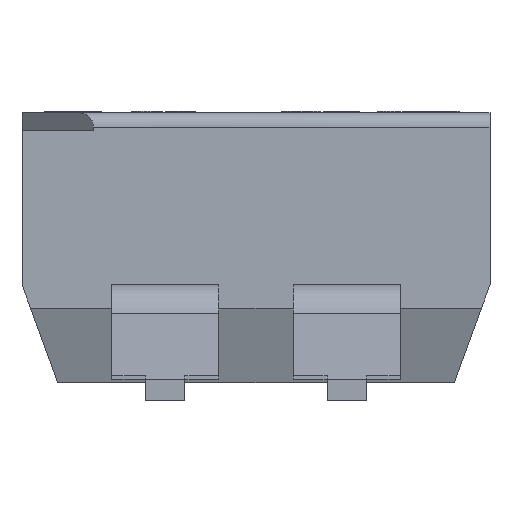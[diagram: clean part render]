
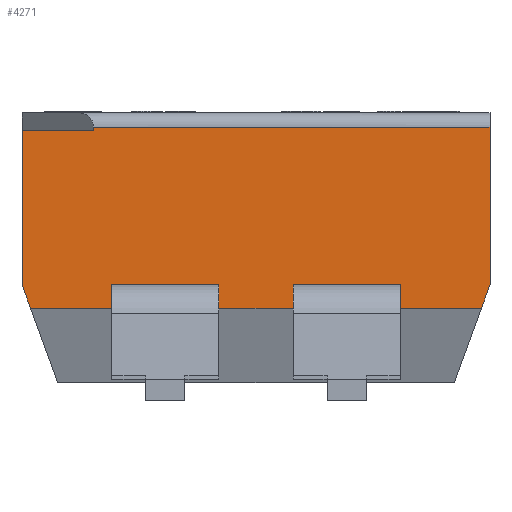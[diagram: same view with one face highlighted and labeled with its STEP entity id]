
A CAD part, left-side view. The second image highlights one B-rep face of the part: STEP entity #4271.
In plain terms, the highlighted planar face has unit normal (-1, 0, 0).
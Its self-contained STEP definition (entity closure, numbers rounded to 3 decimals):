
#2807 = EDGE_CURVE('',#2808,#2810,#2812,.T.);
#2808 = VERTEX_POINT('',#2809);
#2809 = CARTESIAN_POINT('',(-3.37,-2.02,1.32));
#2810 = VERTEX_POINT('',#2811);
#2811 = CARTESIAN_POINT('',(-3.37,-0.52,1.32));
#2812 = LINE('',#2813,#2814);
#2813 = CARTESIAN_POINT('',(-3.37,-3.275,1.32));
#2814 = VECTOR('',#2815,1.);
#2815 = DIRECTION('',(-0.,1.,0.));
#2840 = VERTEX_POINT('',#2841);
#2841 = CARTESIAN_POINT('',(-3.37,-2.02,1.62));
#2847 = EDGE_CURVE('',#2840,#2848,#2850,.T.);
#2848 = VERTEX_POINT('',#2849);
#2849 = CARTESIAN_POINT('',(-3.37,-0.52,1.62));
#2850 = LINE('',#2851,#2852);
#2851 = CARTESIAN_POINT('',(-3.37,-3.275,1.62));
#2852 = VECTOR('',#2853,1.);
#2853 = DIRECTION('',(-0.,1.,0.));
#3603 = VERTEX_POINT('',#3604);
#3604 = CARTESIAN_POINT('',(-3.37,2.02,1.32));
#3610 = EDGE_CURVE('',#3611,#3603,#3613,.T.);
#3611 = VERTEX_POINT('',#3612);
#3612 = CARTESIAN_POINT('',(-3.37,0.52,1.32));
#3613 = LINE('',#3614,#3615);
#3614 = CARTESIAN_POINT('',(-3.37,-3.275,1.32));
#3615 = VECTOR('',#3616,1.);
#3616 = DIRECTION('',(-0.,1.,0.));
#3643 = VERTEX_POINT('',#3644);
#3644 = CARTESIAN_POINT('',(-3.37,-3.155,1.294));
#3650 = EDGE_CURVE('',#3643,#3651,#3653,.T.);
#3651 = VERTEX_POINT('',#3652);
#3652 = CARTESIAN_POINT('',(-3.37,3.155,1.294));
#3653 = LINE('',#3654,#3655);
#3654 = CARTESIAN_POINT('',(-3.37,-3.275,1.294));
#3655 = VECTOR('',#3656,1.);
#3656 = DIRECTION('',(-0.,1.,0.));
#4244 = VERTEX_POINT('',#4245);
#4245 = CARTESIAN_POINT('',(-3.37,2.275,3.829));
#4252 = EDGE_CURVE('',#4253,#4244,#4255,.T.);
#4253 = VERTEX_POINT('',#4254);
#4254 = CARTESIAN_POINT('',(-3.37,-3.275,3.829));
#4255 = LINE('',#4256,#4257);
#4256 = CARTESIAN_POINT('',(-3.37,-3.275,3.829));
#4257 = VECTOR('',#4258,1.);
#4258 = DIRECTION('',(-0.,1.,0.));
#4271 = ADVANCED_FACE('',(#4272,#4288,#4336),#4361,.F.);
#4272 = FACE_BOUND('',#4273,.T.);
#4273 = EDGE_LOOP('',(#4274,#4280,#4281,#4287));
#4274 = ORIENTED_EDGE('',*,*,#4275,.F.);
#4275 = EDGE_CURVE('',#2808,#2840,#4276,.T.);
#4276 = LINE('',#4277,#4278);
#4277 = CARTESIAN_POINT('',(-3.37,-2.02,0.));
#4278 = VECTOR('',#4279,1.);
#4279 = DIRECTION('',(0.,0.,1.));
#4280 = ORIENTED_EDGE('',*,*,#2807,.T.);
#4281 = ORIENTED_EDGE('',*,*,#4282,.T.);
#4282 = EDGE_CURVE('',#2810,#2848,#4283,.T.);
#4283 = LINE('',#4284,#4285);
#4284 = CARTESIAN_POINT('',(-3.37,-0.52,0.));
#4285 = VECTOR('',#4286,1.);
#4286 = DIRECTION('',(0.,0.,1.));
#4287 = ORIENTED_EDGE('',*,*,#2847,.F.);
#4288 = FACE_BOUND('',#4289,.T.);
#4289 = EDGE_LOOP('',(#4290,#4291,#4299,#4305,#4306,#4314,#4322,#4330));
#4290 = ORIENTED_EDGE('',*,*,#3650,.F.);
#4291 = ORIENTED_EDGE('',*,*,#4292,.T.);
#4292 = EDGE_CURVE('',#3643,#4293,#4295,.T.);
#4293 = VERTEX_POINT('',#4294);
#4294 = CARTESIAN_POINT('',(-3.37,-3.275,1.624));
#4295 = LINE('',#4296,#4297);
#4296 = CARTESIAN_POINT('',(-3.37,-3.275,1.624));
#4297 = VECTOR('',#4298,1.);
#4298 = DIRECTION('',(0.,-0.342,0.94
    ));
#4299 = ORIENTED_EDGE('',*,*,#4300,.F.);
#4300 = EDGE_CURVE('',#4253,#4293,#4301,.T.);
#4301 = LINE('',#4302,#4303);
#4302 = CARTESIAN_POINT('',(-3.37,-3.275,1.32));
#4303 = VECTOR('',#4304,1.);
#4304 = DIRECTION('',(0.,0.,-1.));
#4305 = ORIENTED_EDGE('',*,*,#4252,.T.);
#4306 = ORIENTED_EDGE('',*,*,#4307,.F.);
#4307 = EDGE_CURVE('',#4308,#4244,#4310,.T.);
#4308 = VERTEX_POINT('',#4309);
#4309 = CARTESIAN_POINT('',(-3.37,2.275,3.779));
#4310 = LINE('',#4311,#4312);
#4311 = CARTESIAN_POINT('',(-3.37,2.275,3.779));
#4312 = VECTOR('',#4313,1.);
#4313 = DIRECTION('',(0.,0.,1.));
#4314 = ORIENTED_EDGE('',*,*,#4315,.F.);
#4315 = EDGE_CURVE('',#4316,#4308,#4318,.T.);
#4316 = VERTEX_POINT('',#4317);
#4317 = CARTESIAN_POINT('',(-3.37,3.275,3.779));
#4318 = LINE('',#4319,#4320);
#4319 = CARTESIAN_POINT('',(-3.37,3.275,3.779));
#4320 = VECTOR('',#4321,1.);
#4321 = DIRECTION('',(0.,-1.,0.));
#4322 = ORIENTED_EDGE('',*,*,#4323,.T.);
#4323 = EDGE_CURVE('',#4316,#4324,#4326,.T.);
#4324 = VERTEX_POINT('',#4325);
#4325 = CARTESIAN_POINT('',(-3.37,3.275,1.624));
#4326 = LINE('',#4327,#4328);
#4327 = CARTESIAN_POINT('',(-3.37,3.275,3.829));
#4328 = VECTOR('',#4329,1.);
#4329 = DIRECTION('',(0.,0.,-1.));
#4330 = ORIENTED_EDGE('',*,*,#4331,.T.);
#4331 = EDGE_CURVE('',#4324,#3651,#4332,.T.);
#4332 = LINE('',#4333,#4334);
#4333 = CARTESIAN_POINT('',(-3.37,2.775,0.25));
#4334 = VECTOR('',#4335,1.);
#4335 = DIRECTION('',(0.,-0.342,-0.94
    ));
#4336 = FACE_BOUND('',#4337,.T.);
#4337 = EDGE_LOOP('',(#4338,#4339,#4347,#4355));
#4338 = ORIENTED_EDGE('',*,*,#3610,.T.);
#4339 = ORIENTED_EDGE('',*,*,#4340,.T.);
#4340 = EDGE_CURVE('',#3603,#4341,#4343,.T.);
#4341 = VERTEX_POINT('',#4342);
#4342 = CARTESIAN_POINT('',(-3.37,2.02,1.62));
#4343 = LINE('',#4344,#4345);
#4344 = CARTESIAN_POINT('',(-3.37,2.02,0.));
#4345 = VECTOR('',#4346,1.);
#4346 = DIRECTION('',(0.,0.,1.));
#4347 = ORIENTED_EDGE('',*,*,#4348,.F.);
#4348 = EDGE_CURVE('',#4349,#4341,#4351,.T.);
#4349 = VERTEX_POINT('',#4350);
#4350 = CARTESIAN_POINT('',(-3.37,0.52,1.62));
#4351 = LINE('',#4352,#4353);
#4352 = CARTESIAN_POINT('',(-3.37,-3.275,1.62));
#4353 = VECTOR('',#4354,1.);
#4354 = DIRECTION('',(-0.,1.,0.));
#4355 = ORIENTED_EDGE('',*,*,#4356,.F.);
#4356 = EDGE_CURVE('',#3611,#4349,#4357,.T.);
#4357 = LINE('',#4358,#4359);
#4358 = CARTESIAN_POINT('',(-3.37,0.52,0.));
#4359 = VECTOR('',#4360,1.);
#4360 = DIRECTION('',(0.,0.,1.));
#4361 = PLANE('',#4362);
#4362 = AXIS2_PLACEMENT_3D('',#4363,#4364,#4365);
#4363 = CARTESIAN_POINT('',(-3.37,-3.275,3.829));
#4364 = DIRECTION('',(1.,0.,0.));
#4365 = DIRECTION('',(0.,0.,1.));
